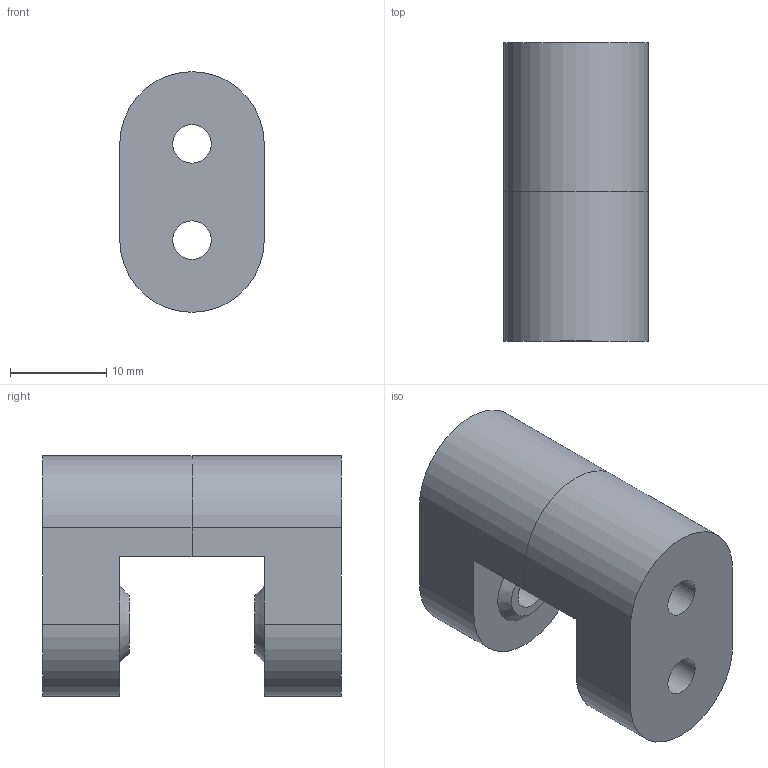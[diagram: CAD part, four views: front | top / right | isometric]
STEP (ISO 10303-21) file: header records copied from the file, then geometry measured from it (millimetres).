
FILE_DESCRIPTION(/* description */ (''),/* implementation_level */ '2;1');
FILE_NAME(/* name */ 'idler v1.step',/* time_stamp */ '2021-12-27T11:02:46-06:00',/* author */ (''),/* organization */ (''),/* preprocessor_version */ 'ST-DEVELOPER v18.1',/* originating_system */ 'Autodesk Translation Framework v10.10.0.1391',/* authorisation */ '');
FILE_SCHEMA (('AUTOMOTIVE_DESIGN { 1 0 10303 214 3 1 1 }'));
Length unit declared in the file: millimetre
Products named in the file (1): idler
Bounding box: 15 x 31 x 25 mm (x, y, z)
Volume: 6689.5 mm3; surface area: 3708.7 mm2
Topology: 2 solids, 2 shells, 32 faces, 78 edges, 52 vertices
Faces by surface type: plane 22, cylinder 8, cone 2
Full cylindrical faces by diameter (mm): 4 x4
Entity records: 990 total; most frequent: DIRECTION 164, CARTESIAN_POINT 163, ORIENTED_EDGE 156, EDGE_CURVE 78, LINE 58, VECTOR 58, AXIS2_PLACEMENT_3D 53, VERTEX_POINT 52
